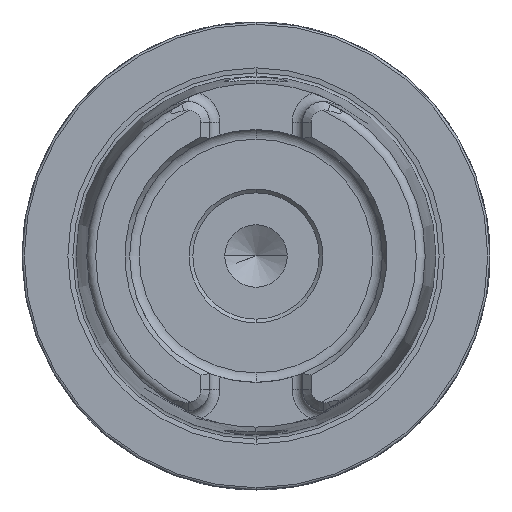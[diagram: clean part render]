
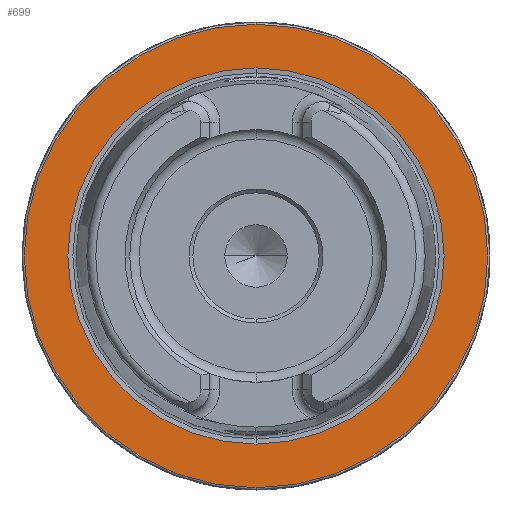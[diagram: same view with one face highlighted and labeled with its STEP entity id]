
A CAD part, left-side view. The second image highlights one B-rep face of the part: STEP entity #699.
In plain terms, the highlighted planar face has unit normal (-1, 0, 0).
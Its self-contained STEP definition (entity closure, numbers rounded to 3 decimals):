
#92 = EDGE_CURVE ( 'NONE', #2506, #2511, #3158, .T. ) ;
#96 = EDGE_CURVE ( 'NONE', #2513, #2514, #3165, .T. ) ;
#699 = ADVANCED_FACE ( 'NONE', ( #4577, #4574 ), #5005, .F. ) ;
#1309 = EDGE_LOOP ( 'NONE', ( #7540, #7542 ) ) ;
#1310 = EDGE_LOOP ( 'NONE', ( #7536, #7538 ) ) ;
#1626 = EDGE_CURVE ( 'NONE', #2514, #2513, #7628, .T. ) ;
#1627 = EDGE_CURVE ( 'NONE', #2511, #2506, #7629, .T. ) ;
#2123 = AXIS2_PLACEMENT_3D ( 'NONE', #3987, #3988, #3989 ) ;
#2126 = AXIS2_PLACEMENT_3D ( 'NONE', #3996, #3997, #3998 ) ;
#2506 = VERTEX_POINT ( 'NONE', #10239 ) ;
#2511 = VERTEX_POINT ( 'NONE', #10244 ) ;
#2513 = VERTEX_POINT ( 'NONE', #10246 ) ;
#2514 = VERTEX_POINT ( 'NONE', #10247 ) ;
#3158 = CIRCLE ( 'NONE', #2123, 25.324 ) ;
#3165 = CIRCLE ( 'NONE', #2126, 31.2 ) ;
#3987 = CARTESIAN_POINT ( 'NONE',  ( 0., 0., 0. ) ) ;
#3988 = DIRECTION ( 'NONE',  ( -1., 0., 0. ) ) ;
#3989 = DIRECTION ( 'NONE',  ( 0., 0., 1. ) ) ;
#3996 = CARTESIAN_POINT ( 'NONE',  ( 0., 0., 0. ) ) ;
#3997 = DIRECTION ( 'NONE',  ( -1., 0., 0. ) ) ;
#3998 = DIRECTION ( 'NONE',  ( 0., 0., 1. ) ) ;
#4574 = FACE_OUTER_BOUND ( 'NONE', #1309, .T. ) ;
#4577 = FACE_BOUND ( 'NONE', #1310, .T. ) ;
#5002 = CARTESIAN_POINT ( 'NONE',  ( 0., 31.2, 0. ) ) ;
#5005 = PLANE ( 'NONE',  #5073 ) ;
#5007 = DIRECTION ( 'NONE',  ( 1., 0., 0. ) ) ;
#5008 = DIRECTION ( 'NONE',  ( 0., 0., -1. ) ) ;
#5073 = AXIS2_PLACEMENT_3D ( 'NONE', #5002, #5007, #5008 ) ;
#6707 = AXIS2_PLACEMENT_3D ( 'NONE', #8909, #8910, #8911 ) ;
#6709 = AXIS2_PLACEMENT_3D ( 'NONE', #8912, #8913, #8914 ) ;
#7536 = ORIENTED_EDGE ( 'NONE', *, *, #1627, .F. ) ;
#7538 = ORIENTED_EDGE ( 'NONE', *, *, #92, .F. ) ;
#7540 = ORIENTED_EDGE ( 'NONE', *, *, #96, .T. ) ;
#7542 = ORIENTED_EDGE ( 'NONE', *, *, #1626, .T. ) ;
#7628 = CIRCLE ( 'NONE', #6707, 31.2 ) ;
#7629 = CIRCLE ( 'NONE', #6709, 25.324 ) ;
#8909 = CARTESIAN_POINT ( 'NONE',  ( 0., 0., 0. ) ) ;
#8910 = DIRECTION ( 'NONE',  ( -1., 0., 0. ) ) ;
#8911 = DIRECTION ( 'NONE',  ( 0., 0., 1. ) ) ;
#8912 = CARTESIAN_POINT ( 'NONE',  ( 0., 0., 0. ) ) ;
#8913 = DIRECTION ( 'NONE',  ( -1., 0., 0. ) ) ;
#8914 = DIRECTION ( 'NONE',  ( 0., 0., 1. ) ) ;
#10239 = CARTESIAN_POINT ( 'NONE',  ( 0., 0., -25.324 ) ) ;
#10244 = CARTESIAN_POINT ( 'NONE',  ( 0., 0., 25.324 ) ) ;
#10246 = CARTESIAN_POINT ( 'NONE',  ( 0., 0., 31.2 ) ) ;
#10247 = CARTESIAN_POINT ( 'NONE',  ( 0., 0., -31.2 ) ) ;
